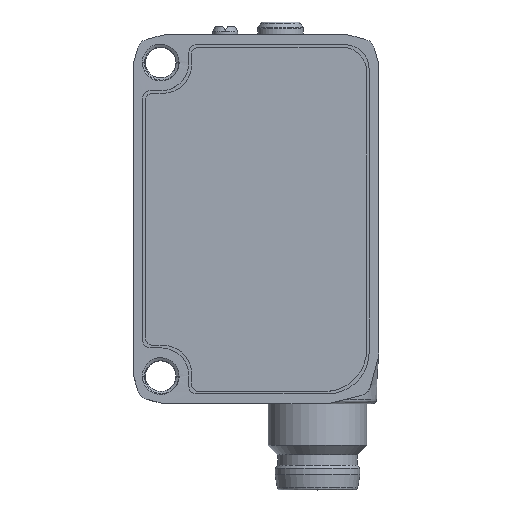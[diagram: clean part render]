
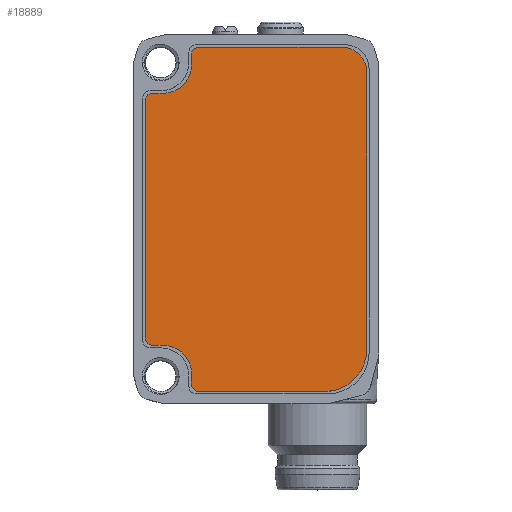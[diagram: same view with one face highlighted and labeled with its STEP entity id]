
A CAD part, top view. The second image highlights one B-rep face of the part: STEP entity #18889.
In plain terms, the highlighted planar face has unit normal (0, 0, 1).
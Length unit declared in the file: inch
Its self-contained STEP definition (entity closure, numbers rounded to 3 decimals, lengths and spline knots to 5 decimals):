
#29 = DIRECTION ( 'NONE',  ( 0., 0., 1. ) ) ;
#66 = DIRECTION ( 'NONE',  ( 0., 0., -1. ) ) ;
#248 = ORIENTED_EDGE ( 'NONE', *, *, #20477, .F. ) ;
#370 = DIRECTION ( 'NONE',  ( 0., 0., -1. ) ) ;
#621 = CIRCLE ( 'NONE', #14014, 0.02362 ) ;
#819 = VERTEX_POINT ( 'NONE', #17102 ) ;
#820 = VERTEX_POINT ( 'NONE', #1263 ) ;
#1096 = CARTESIAN_POINT ( 'NONE',  ( 0.65945, 0.08465, 0.19685 ) ) ;
#1209 = CARTESIAN_POINT ( 'NONE',  ( -0.02559, 0.12205, 0.19685 ) ) ;
#1211 = DIRECTION ( 'NONE',  ( 0., -1., 0. ) ) ;
#1216 = LINE ( 'NONE', #16607, #13715 ) ;
#1263 = CARTESIAN_POINT ( 'NONE',  ( 0.12205, 1.05315, 0.19685 ) ) ;
#1484 = DIRECTION ( 'NONE',  ( 0., 1., 0. ) ) ;
#1602 = CARTESIAN_POINT ( 'NONE',  ( 0.65945, 0.08465, 0.19685 ) ) ;
#1709 = VECTOR ( 'NONE', #1211, 39.37008 ) ;
#2027 = CARTESIAN_POINT ( 'NONE',  ( -0.02559, 0.90551, 0.19685 ) ) ;
#2643 = PLANE ( 'NONE',  #3163 ) ;
#3163 = AXIS2_PLACEMENT_3D ( 'NONE', #10743, #29, #17541 ) ;
#3230 = CARTESIAN_POINT ( 'NONE',  ( -0.04921, 0.09843, 0.19685 ) ) ;
#3397 = CARTESIAN_POINT ( 'NONE',  ( 0.09843, 1.02953, 0.19685 ) ) ;
#3503 = LINE ( 'NONE', #3397, #4636 ) ;
#3731 = DIRECTION ( 'NONE',  ( 0., 1., 0. ) ) ;
#3762 = CARTESIAN_POINT ( 'NONE',  ( 0.65945, 0.97441, 0.19685 ) ) ;
#3830 = DIRECTION ( 'NONE',  ( 0., 0., -1. ) ) ;
#3942 = CIRCLE ( 'NONE', #16588, 0.13386 ) ;
#4042 = CARTESIAN_POINT ( 'NONE',  ( 0.12205, 1.02953, 0.19685 ) ) ;
#4354 = ORIENTED_EDGE ( 'NONE', *, *, #14856, .F. ) ;
#4636 = VECTOR ( 'NONE', #3731, 39.37008 ) ;
#4761 = ORIENTED_EDGE ( 'NONE', *, *, #19146, .F. ) ;
#4830 = DIRECTION ( 'NONE',  ( -1., 0., 0. ) ) ;
#4979 = CARTESIAN_POINT ( 'NONE',  ( 0.09843, 0.99606, 0.19685 ) ) ;
#4981 = EDGE_CURVE ( 'NONE', #8498, #13348, #21777, .T. ) ;
#4998 = CARTESIAN_POINT ( 'NONE',  ( -0.04921, 0.88189, 0.19685 ) ) ;
#5038 = VERTEX_POINT ( 'NONE', #8882 ) ;
#5067 = LINE ( 'NONE', #18870, #13174 ) ;
#5164 = DIRECTION ( 'NONE',  ( 0., 0., -1. ) ) ;
#5994 = VERTEX_POINT ( 'NONE', #2027 ) ;
#6098 = CARTESIAN_POINT ( 'NONE',  ( 0.00787, 0.90551, 0.19685 ) ) ;
#6742 = DIRECTION ( 'NONE',  ( -1., 0., 0. ) ) ;
#6962 = CARTESIAN_POINT ( 'NONE',  ( 0.12205, -0.04921, 0.19685 ) ) ;
#7390 = VERTEX_POINT ( 'NONE', #6098 ) ;
#7530 = EDGE_CURVE ( 'NONE', #5994, #7390, #1216, .T. ) ;
#7611 = CARTESIAN_POINT ( 'NONE',  ( 0.09843, 0.00787, 0.19685 ) ) ;
#7673 = AXIS2_PLACEMENT_3D ( 'NONE', #15458, #5164, #19176 ) ;
#7687 = ORIENTED_EDGE ( 'NONE', *, *, #13119, .T. ) ;
#7722 = DIRECTION ( 'NONE',  ( 0., 1., 0. ) ) ;
#7927 = CARTESIAN_POINT ( 'NONE',  ( -0.04921, 0.12205, 0.19685 ) ) ;
#8156 = EDGE_CURVE ( 'NONE', #12470, #10798, #3942, .T. ) ;
#8231 = EDGE_CURVE ( 'NONE', #5038, #819, #19472, .T. ) ;
#8259 = EDGE_CURVE ( 'NONE', #11013, #5038, #12160, .T. ) ;
#8282 = EDGE_CURVE ( 'NONE', #10906, #17880, #21291, .T. ) ;
#8498 = VERTEX_POINT ( 'NONE', #21095 ) ;
#8562 = CARTESIAN_POINT ( 'NONE',  ( -0.04921, 0.88189, 0.19685 ) ) ;
#8584 = CIRCLE ( 'NONE', #10367, 0.02362 ) ;
#8588 = VECTOR ( 'NONE', #1484, 39.37008 ) ;
#8645 = AXIS2_PLACEMENT_3D ( 'NONE', #13645, #15345, #19173 ) ;
#8677 = CARTESIAN_POINT ( 'NONE',  ( 0.09843, -0.02559, 0.19685 ) ) ;
#8812 = CARTESIAN_POINT ( 'NONE',  ( 0.52559, -0.04921, 0.19685 ) ) ;
#8882 = CARTESIAN_POINT ( 'NONE',  ( 0.00787, 0.09843, 0.19685 ) ) ;
#8960 = VECTOR ( 'NONE', #7722, 39.37008 ) ;
#9074 = ORIENTED_EDGE ( 'NONE', *, *, #8231, .T. ) ;
#9526 = ORIENTED_EDGE ( 'NONE', *, *, #10222, .F. ) ;
#9687 = VERTEX_POINT ( 'NONE', #7927 ) ;
#10029 = ORIENTED_EDGE ( 'NONE', *, *, #8259, .T. ) ;
#10077 = LINE ( 'NONE', #4998, #8588 ) ;
#10122 = CARTESIAN_POINT ( 'NONE',  ( 0.52559, 0.08465, 0.19685 ) ) ;
#10222 = EDGE_CURVE ( 'NONE', #9687, #13172, #10077, .T. ) ;
#10367 = AXIS2_PLACEMENT_3D ( 'NONE', #12417, #3830, #15711 ) ;
#10743 = CARTESIAN_POINT ( 'NONE',  ( -0.04921, 0.01496, 0.19685 ) ) ;
#10798 = VERTEX_POINT ( 'NONE', #8812 ) ;
#10906 = VERTEX_POINT ( 'NONE', #16120 ) ;
#11013 = VERTEX_POINT ( 'NONE', #18146 ) ;
#11759 = AXIS2_PLACEMENT_3D ( 'NONE', #15870, #370, #14172 ) ;
#11812 = CARTESIAN_POINT ( 'NONE',  ( 0.09843, 1.02953, 0.19685 ) ) ;
#12072 = DIRECTION ( 'NONE',  ( 1., 0., 0. ) ) ;
#12135 = EDGE_CURVE ( 'NONE', #21064, #7390, #15731, .T. ) ;
#12160 = LINE ( 'NONE', #3230, #12605 ) ;
#12417 = CARTESIAN_POINT ( 'NONE',  ( -0.02559, 0.88189, 0.19685 ) ) ;
#12470 = VERTEX_POINT ( 'NONE', #1602 ) ;
#12605 = VECTOR ( 'NONE', #15667, 39.37008 ) ;
#12703 = ORIENTED_EDGE ( 'NONE', *, *, #16937, .F. ) ;
#12922 = ORIENTED_EDGE ( 'NONE', *, *, #15340, .F. ) ;
#13119 = EDGE_CURVE ( 'NONE', #9687, #11013, #621, .T. ) ;
#13172 = VERTEX_POINT ( 'NONE', #8562 ) ;
#13174 = VECTOR ( 'NONE', #12072, 39.37008 ) ;
#13348 = VERTEX_POINT ( 'NONE', #8677 ) ;
#13645 = CARTESIAN_POINT ( 'NONE',  ( 0.00787, 0.00787, 0.19685 ) ) ;
#13715 = VECTOR ( 'NONE', #15019, 39.37008 ) ;
#13967 = ORIENTED_EDGE ( 'NONE', *, *, #4981, .F. ) ;
#13977 = DIRECTION ( 'NONE',  ( -1., 0., 0. ) ) ;
#14014 = AXIS2_PLACEMENT_3D ( 'NONE', #1209, #20447, #4830 ) ;
#14172 = DIRECTION ( 'NONE',  ( -1., 0., 0. ) ) ;
#14856 = EDGE_CURVE ( 'NONE', #13172, #5994, #8584, .T. ) ;
#14872 = ORIENTED_EDGE ( 'NONE', *, *, #8282, .F. ) ;
#15019 = DIRECTION ( 'NONE',  ( 1., 0., 0. ) ) ;
#15340 = EDGE_CURVE ( 'NONE', #13348, #819, #21308, .T. ) ;
#15344 = ORIENTED_EDGE ( 'NONE', *, *, #7530, .F. ) ;
#15345 = DIRECTION ( 'NONE',  ( 0., 0., -1. ) ) ;
#15458 = CARTESIAN_POINT ( 'NONE',  ( 0.12205, -0.02559, 0.19685 ) ) ;
#15558 = DIRECTION ( 'NONE',  ( -1., 0., 0. ) ) ;
#15581 = ORIENTED_EDGE ( 'NONE', *, *, #16773, .F. ) ;
#15590 = ORIENTED_EDGE ( 'NONE', *, *, #12135, .T. ) ;
#15667 = DIRECTION ( 'NONE',  ( 1., 0., 0. ) ) ;
#15711 = DIRECTION ( 'NONE',  ( -1., 0., 0. ) ) ;
#15731 = CIRCLE ( 'NONE', #11759, 0.09055 ) ;
#15835 = VECTOR ( 'NONE', #15558, 39.37008 ) ;
#15870 = CARTESIAN_POINT ( 'NONE',  ( 0.00787, 0.99606, 0.19685 ) ) ;
#16120 = CARTESIAN_POINT ( 'NONE',  ( 0.58071, 1.05315, 0.19685 ) ) ;
#16588 = AXIS2_PLACEMENT_3D ( 'NONE', #10122, #66, #13977 ) ;
#16607 = CARTESIAN_POINT ( 'NONE',  ( 0.00787, 0.90551, 0.19685 ) ) ;
#16773 = EDGE_CURVE ( 'NONE', #21064, #20870, #3503, .T. ) ;
#16937 = EDGE_CURVE ( 'NONE', #10798, #8498, #22359, .T. ) ;
#17102 = CARTESIAN_POINT ( 'NONE',  ( 0.09843, 0.00787, 0.19685 ) ) ;
#17144 = CARTESIAN_POINT ( 'NONE',  ( 0.58071, 0.97441, 0.19685 ) ) ;
#17443 = ORIENTED_EDGE ( 'NONE', *, *, #18107, .F. ) ;
#17472 = DIRECTION ( 'NONE',  ( 0., 0., -1. ) ) ;
#17541 = DIRECTION ( 'NONE',  ( 1., 0., 0. ) ) ;
#17641 = CIRCLE ( 'NONE', #18741, 0.02362 ) ;
#17880 = VERTEX_POINT ( 'NONE', #3762 ) ;
#18107 = EDGE_CURVE ( 'NONE', #20870, #820, #17641, .T. ) ;
#18146 = CARTESIAN_POINT ( 'NONE',  ( -0.02559, 0.09843, 0.19685 ) ) ;
#18150 = FACE_OUTER_BOUND ( 'NONE', #21577, .T. ) ;
#18394 = AXIS2_PLACEMENT_3D ( 'NONE', #17144, #17472, #6742 ) ;
#18741 = AXIS2_PLACEMENT_3D ( 'NONE', #4042, #19874, #19759 ) ;
#18870 = CARTESIAN_POINT ( 'NONE',  ( 0.58071, 1.05315, 0.19685 ) ) ;
#18889 = ADVANCED_FACE ( 'NONE', ( #18150 ), #2643, .T. ) ;
#19146 = EDGE_CURVE ( 'NONE', #17880, #12470, #20335, .T. ) ;
#19173 = DIRECTION ( 'NONE',  ( -1., 0., 0. ) ) ;
#19176 = DIRECTION ( 'NONE',  ( -1., 0., 0. ) ) ;
#19472 = CIRCLE ( 'NONE', #8645, 0.09055 ) ;
#19713 = ORIENTED_EDGE ( 'NONE', *, *, #8156, .F. ) ;
#19759 = DIRECTION ( 'NONE',  ( -1., 0., 0. ) ) ;
#19874 = DIRECTION ( 'NONE',  ( 0., 0., -1. ) ) ;
#20335 = LINE ( 'NONE', #1096, #1709 ) ;
#20447 = DIRECTION ( 'NONE',  ( 0., 0., 1. ) ) ;
#20477 = EDGE_CURVE ( 'NONE', #820, #10906, #5067, .T. ) ;
#20870 = VERTEX_POINT ( 'NONE', #11812 ) ;
#21064 = VERTEX_POINT ( 'NONE', #4979 ) ;
#21095 = CARTESIAN_POINT ( 'NONE',  ( 0.12205, -0.04921, 0.19685 ) ) ;
#21291 = CIRCLE ( 'NONE', #18394, 0.07874 ) ;
#21308 = LINE ( 'NONE', #7611, #8960 ) ;
#21577 = EDGE_LOOP ( 'NONE', ( #15590, #15344, #4354, #9526, #7687, #10029, #9074, #12922, #13967, #12703, #19713, #4761, #14872, #248, #17443, #15581 ) ) ;
#21777 = CIRCLE ( 'NONE', #7673, 0.02362 ) ;
#22359 = LINE ( 'NONE', #6962, #15835 ) ;
